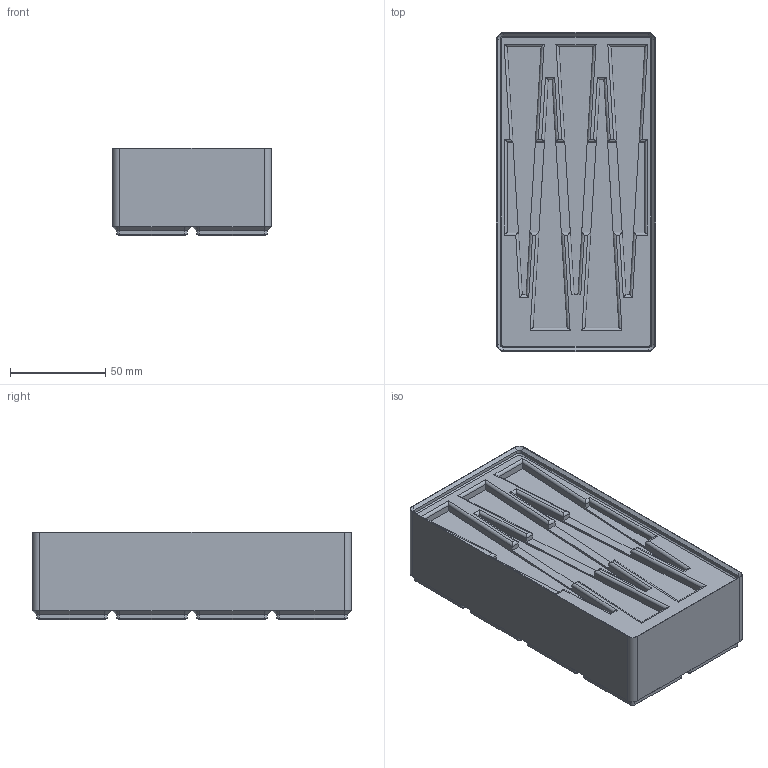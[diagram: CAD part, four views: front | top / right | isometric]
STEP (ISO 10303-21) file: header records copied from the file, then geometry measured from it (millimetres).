
FILE_DESCRIPTION(('FreeCAD Model'),'2;1');
FILE_NAME('Open CASCADE Shape Model','2025-02-20T22:27:44',(''),(''), 'Open CASCADE STEP processor 7.8','FreeCAD','Unknown');
FILE_SCHEMA(('AUTOMOTIVE_DESIGN { 1 0 10303 214 1 1 1 1 }'));
Length unit declared in the file: millimetre
Products named in the file (1): Tweezer
Bounding box: 83.5 x 167.5 x 46 mm (x, y, z)
Volume: 537253.7 mm3; surface area: 61023.4 mm2
Topology: 1 solids, 1 shells, 803 faces, 2029 edges, 1262 vertices
Faces by surface type: plane 584, cylinder 147, cone 72
Full cylindrical faces by diameter (mm): 3 x32, 6.5 x32
Entity records: 23729 total; most frequent: CARTESIAN_POINT 4255, DIRECTION 4117, ORIENTED_EDGE 4058, EDGE_CURVE 2029, AXIS2_PLACEMENT_3D 1444, VERTEX_POINT 1262, LINE 1229, VECTOR 1229
